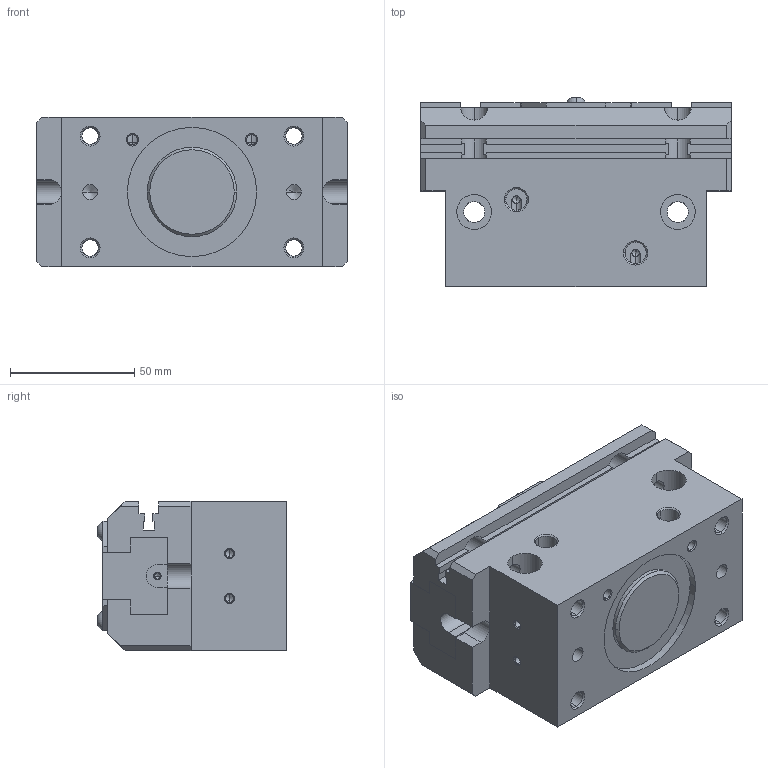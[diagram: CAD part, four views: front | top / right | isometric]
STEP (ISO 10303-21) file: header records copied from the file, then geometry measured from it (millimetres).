
FILE_DESCRIPTION( ( '' ), '1' );
FILE_NAME( 'dts212s_dt212aas_0_2_14a.stp', '2010-10-25T12:14:21', ( '' ), ( '' ), ' ', ' ', ' ' );
FILE_SCHEMA( ( 'automotive_design' ) );
Length unit declared in the file: millimetre
Products named in the file (3): 1; 2; 3
Bounding box: 125 x 76.2 x 60 mm (x, y, z)
Volume: 444200.7 mm3; surface area: 81099.4 mm2
Topology: 3 solids, 3 shells, 324 faces, 870 edges, 530 vertices
Faces by surface type: plane 150, cylinder 92, cone 78, torus 4
Entity records: 20088 total; most frequent: CARTESIAN_POINT 2511, DIRECTION 1712, STYLED_ITEM 1691, PRESENTATION_STYLE_ASSIGNMENT 1691, COLOUR_RGB 1691, ORIENTED_EDGE 1668, EDGE_CURVE 834, CURVE_STYLE 834
